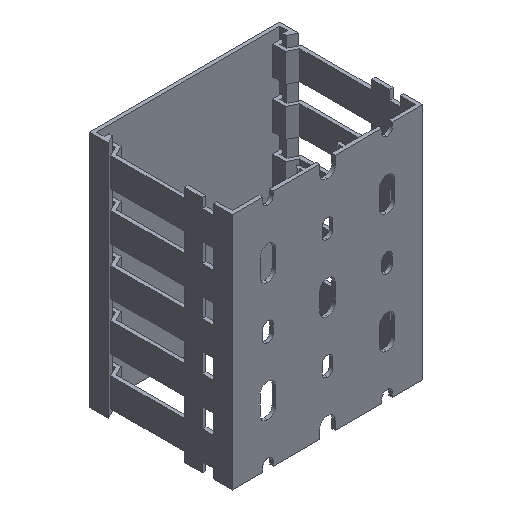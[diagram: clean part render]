
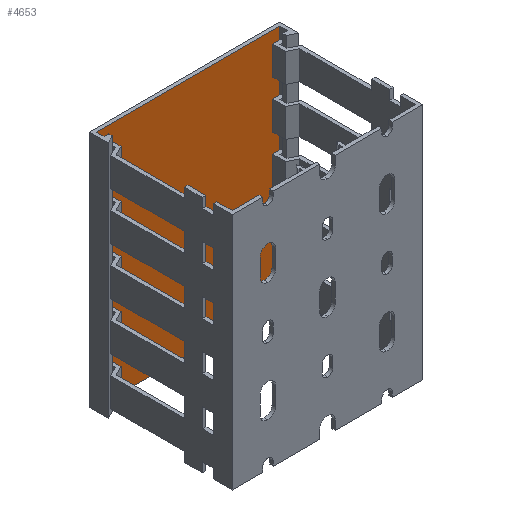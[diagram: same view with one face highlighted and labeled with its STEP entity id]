
A CAD part, isometric view. The second image highlights one B-rep face of the part: STEP entity #4653.
In plain terms, the highlighted planar face has unit normal (0, -1, 0).
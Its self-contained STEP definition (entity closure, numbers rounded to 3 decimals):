
#431 = EDGE_LOOP ( 'NONE', ( #3440, #1948, #5485, #2735 ) ) ;
#745 = CARTESIAN_POINT ( 'NONE',  ( 38.5, 58.5, -96.25 ) ) ;
#779 = DIRECTION ( 'NONE',  ( 0., -1., 0. ) ) ;
#1194 = DIRECTION ( 'NONE',  ( 0., 0., 1. ) ) ;
#1371 = CARTESIAN_POINT ( 'NONE',  ( 38.5, 58.5, 3.75 ) ) ;
#1432 = FACE_OUTER_BOUND ( 'NONE', #431, .T. ) ;
#1491 = VECTOR ( 'NONE', #4253, 1000. ) ;
#1522 = PLANE ( 'NONE',  #4810 ) ;
#1586 = LINE ( 'NONE', #3676, #1491 ) ;
#1892 = VECTOR ( 'NONE', #2094, 1000. ) ;
#1948 = ORIENTED_EDGE ( 'NONE', *, *, #5321, .T. ) ;
#1989 = DIRECTION ( 'NONE',  ( -1., 0., 0. ) ) ;
#2094 = DIRECTION ( 'NONE',  ( -1., 0., 0. ) ) ;
#2735 = ORIENTED_EDGE ( 'NONE', *, *, #6806, .F. ) ;
#3007 = VERTEX_POINT ( 'NONE', #5429 ) ;
#3440 = ORIENTED_EDGE ( 'NONE', *, *, #5859, .F. ) ;
#3449 = DIRECTION ( 'NONE',  ( 0., 0., -1. ) ) ;
#3676 = CARTESIAN_POINT ( 'NONE',  ( -38.5, 58.5, -96.25 ) ) ;
#4253 = DIRECTION ( 'NONE',  ( 0., 0., 1. ) ) ;
#4480 = VERTEX_POINT ( 'NONE', #745 ) ;
#4653 = ADVANCED_FACE ( 'NONE', ( #1432 ), #1522, .T. ) ;
#4810 = AXIS2_PLACEMENT_3D ( 'NONE', #6756, #779, #3449 ) ;
#4989 = VERTEX_POINT ( 'NONE', #5273 ) ;
#5175 = LINE ( 'NONE', #8494, #6361 ) ;
#5273 = CARTESIAN_POINT ( 'NONE',  ( -38.5, 58.5, -96.25 ) ) ;
#5321 = EDGE_CURVE ( 'NONE', #4480, #6570, #8485, .T. ) ;
#5396 = VECTOR ( 'NONE', #1194, 1000. ) ;
#5429 = CARTESIAN_POINT ( 'NONE',  ( -38.5, 58.5, 3.75 ) ) ;
#5485 = ORIENTED_EDGE ( 'NONE', *, *, #7687, .T. ) ;
#5859 = EDGE_CURVE ( 'NONE', #4480, #4989, #7452, .T. ) ;
#6361 = VECTOR ( 'NONE', #1989, 1000. ) ;
#6570 = VERTEX_POINT ( 'NONE', #1371 ) ;
#6756 = CARTESIAN_POINT ( 'NONE',  ( -108.5, 58.5, -96.25 ) ) ;
#6806 = EDGE_CURVE ( 'NONE', #4989, #3007, #1586, .T. ) ;
#7452 = LINE ( 'NONE', #8071, #1892 ) ;
#7687 = EDGE_CURVE ( 'NONE', #6570, #3007, #5175, .T. ) ;
#7825 = CARTESIAN_POINT ( 'NONE',  ( 38.5, 58.5, -96.25 ) ) ;
#8071 = CARTESIAN_POINT ( 'NONE',  ( -35., 58.5, -96.25 ) ) ;
#8485 = LINE ( 'NONE', #7825, #5396 ) ;
#8494 = CARTESIAN_POINT ( 'NONE',  ( -35., 58.5, 3.75 ) ) ;
